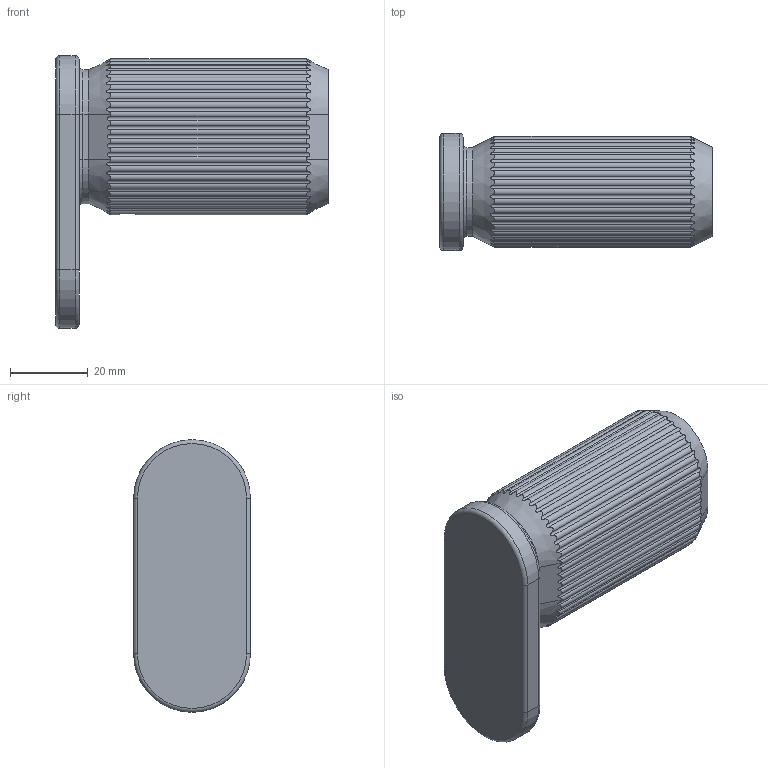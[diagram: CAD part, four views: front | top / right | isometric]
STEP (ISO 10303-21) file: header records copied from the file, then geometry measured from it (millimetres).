
FILE_DESCRIPTION(/* description */ (''),/* implementation_level */ '2;1');
FILE_NAME(/* name */ '7045_70_00.stp',/* time_stamp */ '2025-05-29T13:32:17+02:00',/* author */ ('mantolin'),/* organization */ (''),/* preprocessor_version */ 'ST-DEVELOPER v18.1',/* originating_system */ 'Autodesk Inventor 2022',/* authorisation */ '');
FILE_SCHEMA (('AUTOMOTIVE_DESIGN { 1 0 10303 214 3 1 1 }'));
Length unit declared in the file: millimetre
Products named in the file (4): 7045_40_00; 7045_40_B_00; 7045_40_A_00; Wall hook screw Allen M5_7
Assembly tree (3 placements, depth 2):
  7045_40_00
    7045_40_B_00
    7045_40_A_00
    Wall hook screw Allen M5_7
Bounding box: 70 x 30 x 70 mm (x, y, z)
Volume: 60794 mm3; surface area: 19486.2 mm2
Topology: 3 solids, 3 shells, 159 faces, 432 edges, 283 vertices
Faces by surface type: cylinder 116, plane 29, cone 8, torus 6
Full cylindrical faces by diameter (mm): 4 x1, 4.134 x1, 5 x3, 8 x2
Entity records: 7434 total; most frequent: CARTESIAN_POINT 3498, ORIENTED_EDGE 864, DIRECTION 699, EDGE_CURVE 432, VERTEX_POINT 283, AXIS2_PLACEMENT_3D 262, LINE 175, VECTOR 175
